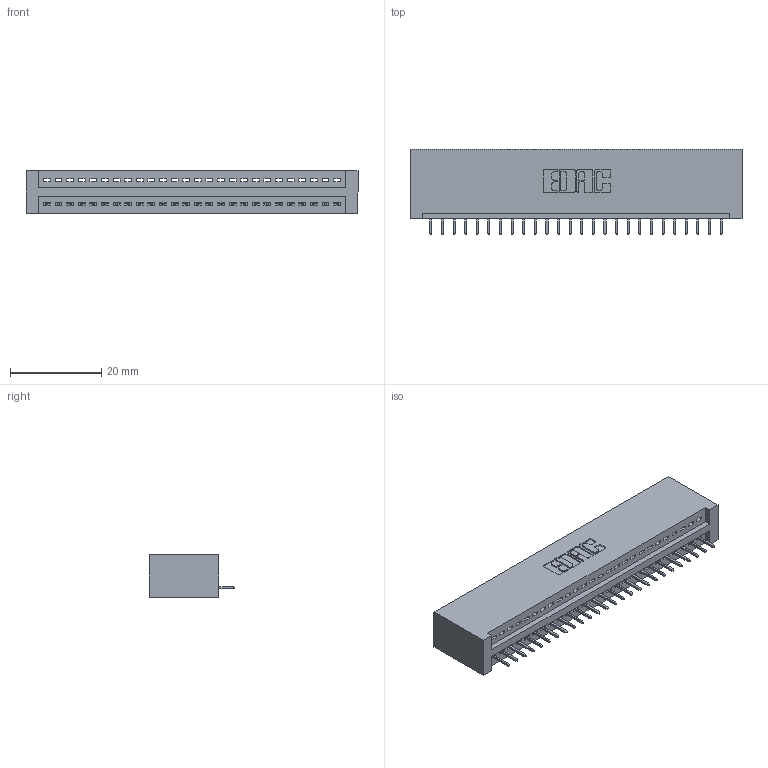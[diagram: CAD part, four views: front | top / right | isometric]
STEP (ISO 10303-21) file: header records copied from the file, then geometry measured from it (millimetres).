
FILE_DESCRIPTION (( 'STEP AP203' ), '1' );
FILE_NAME ('845-026-525-101.STEP', '2020-09-22T22:15:38', ( '' ), ( '' ), 'SwSTEP 2.0', 'SolidWorks 2020', '' );
FILE_SCHEMA (( 'CONFIG_CONTROL_DESIGN' ));
Length unit declared in the file: inch
Products named in the file (3): 345-292-001_345-293-125; 845 Part_No Mounting Lugs; 845-026-525-101
Assembly tree (27 placements, depth 2):
  845-026-525-101
    845 Part_No Mounting Lugs
    345-292-001_345-293-125  x26
Bounding box: 72.64 x 18.72 x 9.4 mm (x, y, z)
Volume: 7246.9 mm3; surface area: 9249.2 mm2
Topology: 27 solids, 27 shells, 1730 faces, 4997 edges, 3226 vertices
Faces by surface type: plane 1272, cylinder 458
Entity records: 21519 total; most frequent: CARTESIAN_POINT 3734, ORIENTED_EDGE 3694, DIRECTION 3279, EDGE_CURVE 1847, LINE 1623, VECTOR 1623, VERTEX_POINT 1226, AXIS2_PLACEMENT_3D 828
